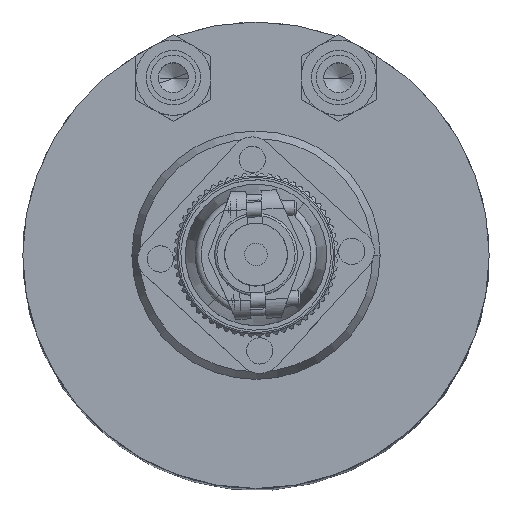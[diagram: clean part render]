
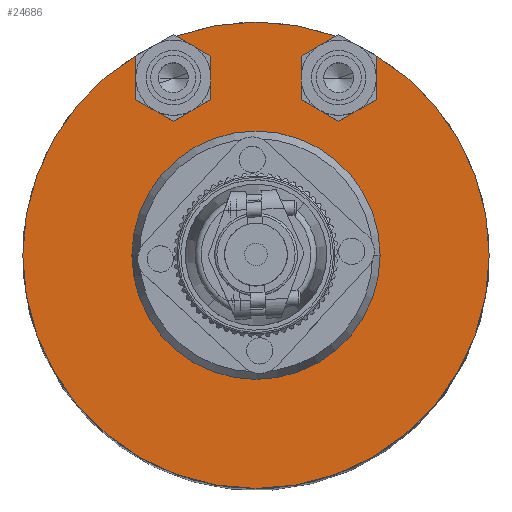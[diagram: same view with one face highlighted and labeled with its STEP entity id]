
A CAD part, top view. The second image highlights one B-rep face of the part: STEP entity #24686.
In plain terms, the highlighted planar face has unit normal (0, 0, 1).
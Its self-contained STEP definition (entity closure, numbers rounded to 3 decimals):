
#300 = ORIENTED_EDGE ( 'NONE', *, *, #35973, .F. ) ;
#471 = CARTESIAN_POINT ( 'NONE',  ( 0., 0., 26. ) ) ;
#1410 = DIRECTION ( 'NONE',  ( 0., 0., 1. ) ) ;
#1691 = VERTEX_POINT ( 'NONE', #9231 ) ;
#1960 = FACE_BOUND ( 'NONE', #24457, .T. ) ;
#2123 = DIRECTION ( 'NONE',  ( 1., 0., 0. ) ) ;
#2511 = CARTESIAN_POINT ( 'NONE',  ( 16.5, 0., 26. ) ) ;
#2743 = DIRECTION ( 'NONE',  ( -1., 0., 0. ) ) ;
#3186 = DIRECTION ( 'NONE',  ( 0., 0., 1. ) ) ;
#3537 = DIRECTION ( 'NONE',  ( 1., 0., 0. ) ) ;
#3872 = CIRCLE ( 'NONE', #16853, 16.5 ) ;
#3885 = AXIS2_PLACEMENT_3D ( 'NONE', #29016, #1410, #6769 ) ;
#3906 = ORIENTED_EDGE ( 'NONE', *, *, #31470, .F. ) ;
#4923 = DIRECTION ( 'NONE',  ( 0., 0., 1. ) ) ;
#5382 = DIRECTION ( 'NONE',  ( 0., 0., -1. ) ) ;
#6213 = VERTEX_POINT ( 'NONE', #25376 ) ;
#6567 = EDGE_LOOP ( 'NONE', ( #300, #3906 ) ) ;
#6769 = DIRECTION ( 'NONE',  ( 1., 0., 0. ) ) ;
#7714 = ORIENTED_EDGE ( 'NONE', *, *, #24964, .F. ) ;
#8734 = ORIENTED_EDGE ( 'NONE', *, *, #27303, .F. ) ;
#8737 = AXIS2_PLACEMENT_3D ( 'NONE', #27138, #10719, #10484 ) ;
#8762 = DIRECTION ( 'NONE',  ( 1., 0., 0. ) ) ;
#8839 = AXIS2_PLACEMENT_3D ( 'NONE', #14138, #28017, #2743 ) ;
#9231 = CARTESIAN_POINT ( 'NONE',  ( 7.588, 23.564, 26. ) ) ;
#9838 = FACE_BOUND ( 'NONE', #15051, .T. ) ;
#10268 = FACE_BOUND ( 'NONE', #6567, .T. ) ;
#10484 = DIRECTION ( 'NONE',  ( 1., 0., 0. ) ) ;
#10719 = DIRECTION ( 'NONE',  ( 0., 0., 1. ) ) ;
#12912 = CARTESIAN_POINT ( 'NONE',  ( -31., 0., 26. ) ) ;
#12980 = CARTESIAN_POINT ( 'NONE',  ( 0., 0., 26. ) ) ;
#13051 = AXIS2_PLACEMENT_3D ( 'NONE', #12980, #15793, #23959 ) ;
#13256 = VERTEX_POINT ( 'NONE', #2511 ) ;
#13993 = ORIENTED_EDGE ( 'NONE', *, *, #33664, .F. ) ;
#14138 = CARTESIAN_POINT ( 'NONE',  ( 0., 0., 26. ) ) ;
#14342 = CARTESIAN_POINT ( 'NONE',  ( -10.988, 23.564, 26. ) ) ;
#14423 = CARTESIAN_POINT ( 'NONE',  ( -7.588, 23.564, 26. ) ) ;
#14486 = DIRECTION ( 'NONE',  ( 1., 0., 0. ) ) ;
#15051 = EDGE_LOOP ( 'NONE', ( #26379, #8734 ) ) ;
#15191 = CIRCLE ( 'NONE', #31545, 31. ) ;
#15793 = DIRECTION ( 'NONE',  ( 0., 0., 1. ) ) ;
#16195 = CIRCLE ( 'NONE', #30977, 3.4 ) ;
#16429 = CIRCLE ( 'NONE', #30709, 3.4 ) ;
#16730 = DIRECTION ( 'NONE',  ( -1., 0., 0. ) ) ;
#16768 = VERTEX_POINT ( 'NONE', #32276 ) ;
#16853 = AXIS2_PLACEMENT_3D ( 'NONE', #471, #3186, #3537 ) ;
#17080 = ORIENTED_EDGE ( 'NONE', *, *, #28292, .F. ) ;
#17730 = CIRCLE ( 'NONE', #33169, 3.4 ) ;
#20122 = EDGE_LOOP ( 'NONE', ( #7714, #13993 ) ) ;
#20541 = CARTESIAN_POINT ( 'NONE',  ( 14.388, 23.564, 26. ) ) ;
#21167 = CIRCLE ( 'NONE', #8839, 31. ) ;
#22295 = DIRECTION ( 'NONE',  ( 0., 0., 1. ) ) ;
#22314 = CARTESIAN_POINT ( 'NONE',  ( 0., 0., 26. ) ) ;
#22542 = CARTESIAN_POINT ( 'NONE',  ( 10.988, 23.564, 26. ) ) ;
#22724 = VERTEX_POINT ( 'NONE', #14423 ) ;
#23880 = EDGE_CURVE ( 'NONE', #27480, #1691, #16429, .T. ) ;
#23959 = DIRECTION ( 'NONE',  ( 1., 0., 0. ) ) ;
#24457 = EDGE_LOOP ( 'NONE', ( #26022, #17080 ) ) ;
#24686 = ADVANCED_FACE ( 'NONE', ( #10268, #9838, #1960, #25911 ), #31671, .T. ) ;
#24959 = CARTESIAN_POINT ( 'NONE',  ( -16.5, 0., 26. ) ) ;
#24964 = EDGE_CURVE ( 'NONE', #34048, #16768, #21167, .T. ) ;
#25376 = CARTESIAN_POINT ( 'NONE',  ( -14.388, 23.564, 26. ) ) ;
#25911 = FACE_OUTER_BOUND ( 'NONE', #20122, .T. ) ;
#26022 = ORIENTED_EDGE ( 'NONE', *, *, #23880, .F. ) ;
#26379 = ORIENTED_EDGE ( 'NONE', *, *, #30308, .F. ) ;
#27138 = CARTESIAN_POINT ( 'NONE',  ( 10.988, 23.564, 26. ) ) ;
#27303 = EDGE_CURVE ( 'NONE', #6213, #22724, #17730, .T. ) ;
#27480 = VERTEX_POINT ( 'NONE', #20541 ) ;
#28017 = DIRECTION ( 'NONE',  ( 0., 0., -1. ) ) ;
#28292 = EDGE_CURVE ( 'NONE', #1691, #27480, #29365, .T. ) ;
#29016 = CARTESIAN_POINT ( 'NONE',  ( 0., 0., 26. ) ) ;
#29365 = CIRCLE ( 'NONE', #8737, 3.4 ) ;
#30308 = EDGE_CURVE ( 'NONE', #22724, #6213, #16195, .T. ) ;
#30709 = AXIS2_PLACEMENT_3D ( 'NONE', #22542, #31121, #14486 ) ;
#30977 = AXIS2_PLACEMENT_3D ( 'NONE', #14342, #22295, #8762 ) ;
#31121 = DIRECTION ( 'NONE',  ( 0., 0., 1. ) ) ;
#31470 = EDGE_CURVE ( 'NONE', #13256, #34333, #3872, .T. ) ;
#31545 = AXIS2_PLACEMENT_3D ( 'NONE', #22314, #5382, #16730 ) ;
#31671 = PLANE ( 'NONE',  #13051 ) ;
#32276 = CARTESIAN_POINT ( 'NONE',  ( 31., 0., 26. ) ) ;
#32763 = CARTESIAN_POINT ( 'NONE',  ( -10.988, 23.564, 26. ) ) ;
#33169 = AXIS2_PLACEMENT_3D ( 'NONE', #32763, #4923, #2123 ) ;
#33664 = EDGE_CURVE ( 'NONE', #16768, #34048, #15191, .T. ) ;
#34048 = VERTEX_POINT ( 'NONE', #12912 ) ;
#34333 = VERTEX_POINT ( 'NONE', #24959 ) ;
#34584 = CIRCLE ( 'NONE', #3885, 16.5 ) ;
#35973 = EDGE_CURVE ( 'NONE', #34333, #13256, #34584, .T. ) ;
